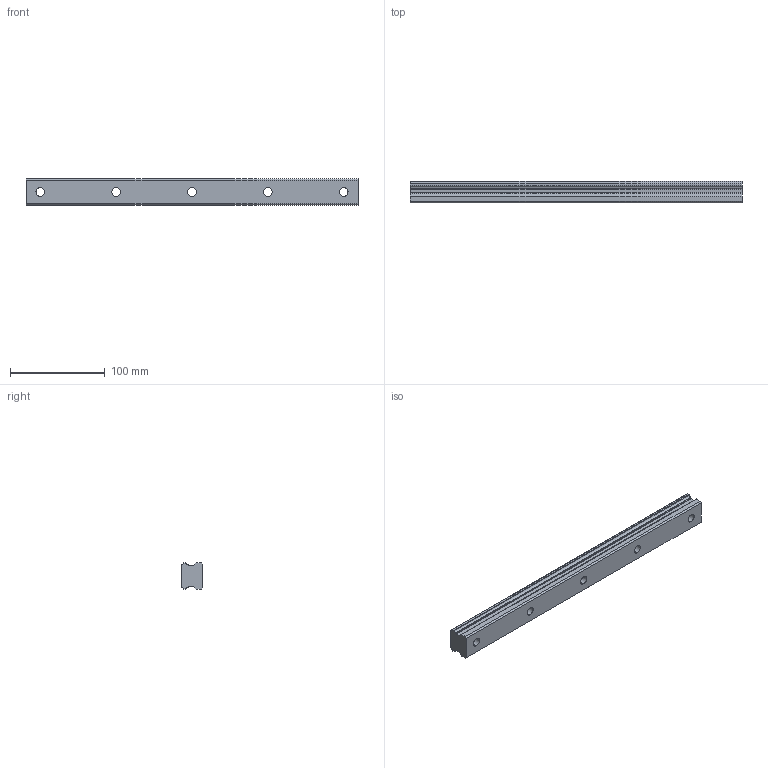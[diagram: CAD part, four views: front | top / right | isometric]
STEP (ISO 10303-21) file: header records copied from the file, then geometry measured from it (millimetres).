
FILE_DESCRIPTION (( 'STEP AP214' ), '1' );
FILE_NAME ('SHS30C1SS-350L_G15_0_B-M6F_122_0_0_0_1.STEP', '2021-06-21T09:33:00', ( '' ), ( '' ), 'SwSTEP 2.0', 'SolidWorks 2021', '' );
FILE_SCHEMA (( 'AUTOMOTIVE_DESIGN' ));
Length unit declared in the file: millimetre
Products named in the file (2): SHS30C1SS-350L_G15_0_B-M6F_122_0_0_0_1; _SHS30C35015 Track
Assembly tree (1 placements, depth 2):
  SHS30C1SS-350L_G15_0_B-M6F_122_0_0_0_1
    _SHS30C35015 Track
Bounding box: 350 x 23 x 28 mm (x, y, z)
Volume: 190278.7 mm3; surface area: 40752.6 mm2
Topology: 1 solids, 1 shells, 62 faces, 165 edges, 110 vertices
Faces by surface type: cylinder 41, plane 21
Entity records: 2057 total; most frequent: DIRECTION 379, CARTESIAN_POINT 341, ORIENTED_EDGE 330, EDGE_CURVE 165, AXIS2_PLACEMENT_3D 148, VERTEX_POINT 110, VECTOR 83, LINE 83
